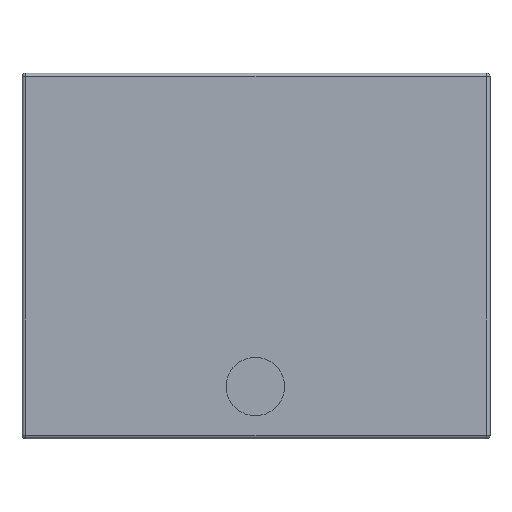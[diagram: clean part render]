
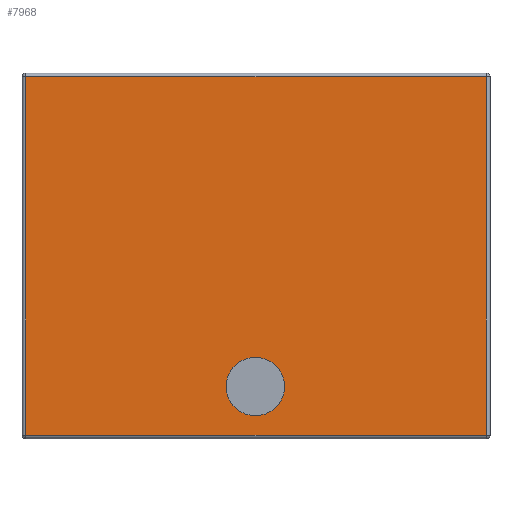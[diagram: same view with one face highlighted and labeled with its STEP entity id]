
A CAD part, top view. The second image highlights one B-rep face of the part: STEP entity #7968.
In plain terms, the highlighted planar face has unit normal (0, 0, 1).
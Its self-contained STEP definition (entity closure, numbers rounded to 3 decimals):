
#147=FACE_BOUND('',#874,.T.);
#202=PLANE('',#8476);
#415=FACE_OUTER_BOUND('',#873,.T.);
#873=EDGE_LOOP('',(#5363,#5364,#5365,#5366));
#874=EDGE_LOOP('',(#5367));
#1380=CIRCLE('',#8477,0.2);
#2114=LINE('',#12642,#2649);
#2115=LINE('',#12652,#2650);
#2116=LINE('',#12654,#2651);
#2117=LINE('',#12656,#2652);
#2649=VECTOR('',#9746,10.);
#2650=VECTOR('',#9761,10.);
#2651=VECTOR('',#9764,10.);
#2652=VECTOR('',#9767,10.);
#3184=VERTEX_POINT('',#12634);
#3185=VERTEX_POINT('',#12638);
#3186=VERTEX_POINT('',#12644);
#3187=VERTEX_POINT('',#12648);
#3188=VERTEX_POINT('',#12660);
#4030=EDGE_CURVE('',#3184,#3185,#2114,.T.);
#4035=EDGE_CURVE('',#3185,#3187,#2115,.T.);
#4036=EDGE_CURVE('',#3187,#3186,#2116,.T.);
#4037=EDGE_CURVE('',#3186,#3184,#2117,.T.);
#4039=EDGE_CURVE('',#3188,#3188,#1380,.T.);
#5363=ORIENTED_EDGE('',*,*,#4030,.F.);
#5364=ORIENTED_EDGE('',*,*,#4037,.F.);
#5365=ORIENTED_EDGE('',*,*,#4036,.F.);
#5366=ORIENTED_EDGE('',*,*,#4035,.F.);
#5367=ORIENTED_EDGE('',*,*,#4039,.T.);
#7968=ADVANCED_FACE('',(#415,#147),#202,.T.);
#8476=AXIS2_PLACEMENT_3D('',#12659,#9771,#9772);
#8477=AXIS2_PLACEMENT_3D('',#12661,#9773,#9774);
#9746=DIRECTION('',(0.,-1.,0.));
#9761=DIRECTION('',(-1.,0.,0.));
#9764=DIRECTION('',(0.,1.,0.));
#9767=DIRECTION('',(1.,0.,0.));
#9771=DIRECTION('center_axis',(0.,0.,1.));
#9772=DIRECTION('ref_axis',(1.,0.,0.));
#9773=DIRECTION('center_axis',(0.,0.,-1.));
#9774=DIRECTION('ref_axis',(-1.,0.,0.));
#12634=CARTESIAN_POINT('',(1.575,1.225,1.5));
#12638=CARTESIAN_POINT('',(1.575,-1.225,1.5));
#12642=CARTESIAN_POINT('',(1.575,-0.625,1.5));
#12644=CARTESIAN_POINT('',(-1.575,1.225,1.5));
#12648=CARTESIAN_POINT('',(-1.575,-1.225,1.5));
#12652=CARTESIAN_POINT('',(-0.8,-1.225,1.5));
#12654=CARTESIAN_POINT('',(-1.575,0.625,1.5));
#12656=CARTESIAN_POINT('',(0.8,1.225,1.5));
#12659=CARTESIAN_POINT('Origin',(0.,0.,1.5));
#12660=CARTESIAN_POINT('',(0.195,-0.893,1.5));
#12661=CARTESIAN_POINT('Origin',(-0.005,-0.893,
1.5));
